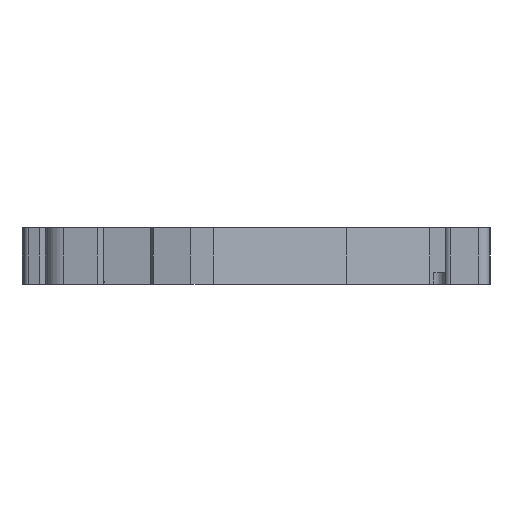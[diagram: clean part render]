
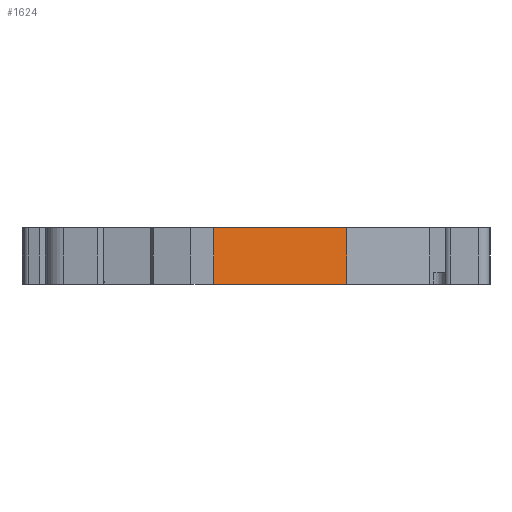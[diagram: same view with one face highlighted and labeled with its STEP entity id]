
A CAD part, left-side view. The second image highlights one B-rep face of the part: STEP entity #1624.
In plain terms, the highlighted planar face has unit normal (-0.985, -0.175, 0).
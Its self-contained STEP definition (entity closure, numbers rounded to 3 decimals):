
#262 = DIRECTION ( 'NONE',  ( 0., 0., 1. ) ) ;
#308 = CARTESIAN_POINT ( 'NONE',  ( -38.2, -2.537, -43.202 ) ) ;
#391 = EDGE_CURVE ( 'NONE', #7044, #9525, #3756, .T. ) ;
#404 = EDGE_CURVE ( 'NONE', #7044, #1452, #3742, .T. ) ;
#484 = EDGE_CURVE ( 'NONE', #4384, #1452, #3705, .T. ) ;
#502 = EDGE_CURVE ( 'NONE', #9525, #4384, #3630, .T. ) ;
#510 = DIRECTION ( 'NONE',  ( 0.175, -0.985, 0. ) ) ;
#529 = CARTESIAN_POINT ( 'NONE',  ( -38.2, -2.537, 5. ) ) ;
#1096 = CARTESIAN_POINT ( 'NONE',  ( -36.096, -14.399, -43.202 ) ) ;
#1168 = DIRECTION ( 'NONE',  ( 0., 0., 1. ) ) ;
#1231 = CARTESIAN_POINT ( 'NONE',  ( -38.2, -2.537, 0. ) ) ;
#1251 = DIRECTION ( 'NONE',  ( -0.175, 0.985, 0. ) ) ;
#1303 = CARTESIAN_POINT ( 'NONE',  ( -36.096, -14.399, 0. ) ) ;
#1452 = VERTEX_POINT ( 'NONE', #3677 ) ;
#1624 = ADVANCED_FACE ( 'NONE', ( #1964 ), #2444, .T. ) ;
#1964 = FACE_OUTER_BOUND ( 'NONE', #2974, .T. ) ;
#2375 = DIRECTION ( 'NONE',  ( 0.175, -0.985, 0. ) ) ;
#2389 = DIRECTION ( 'NONE',  ( -0.985, -0.175, 0. ) ) ;
#2431 = CARTESIAN_POINT ( 'NONE',  ( -38.2, -2.537, -43.202 ) ) ;
#2444 = PLANE ( 'NONE',  #9494 ) ;
#2974 = EDGE_LOOP ( 'NONE', ( #5987, #3726, #6290, #6598 ) ) ;
#3602 = VECTOR ( 'NONE', #262, 1000. ) ;
#3630 = LINE ( 'NONE', #308, #3602 ) ;
#3666 = VECTOR ( 'NONE', #510, 1000. ) ;
#3677 = CARTESIAN_POINT ( 'NONE',  ( -36.096, -14.399, 5. ) ) ;
#3705 = LINE ( 'NONE', #529, #3666 ) ;
#3726 = ORIENTED_EDGE ( 'NONE', *, *, #404, .T. ) ;
#3729 = VECTOR ( 'NONE', #1168, 1000. ) ;
#3740 = VECTOR ( 'NONE', #1251, 1000. ) ;
#3742 = LINE ( 'NONE', #1096, #3729 ) ;
#3756 = LINE ( 'NONE', #1231, #3740 ) ;
#4384 = VERTEX_POINT ( 'NONE', #4564 ) ;
#4564 = CARTESIAN_POINT ( 'NONE',  ( -38.2, -2.537, 5. ) ) ;
#5987 = ORIENTED_EDGE ( 'NONE', *, *, #391, .F. ) ;
#6290 = ORIENTED_EDGE ( 'NONE', *, *, #484, .F. ) ;
#6598 = ORIENTED_EDGE ( 'NONE', *, *, #502, .F. ) ;
#7044 = VERTEX_POINT ( 'NONE', #1303 ) ;
#7906 = CARTESIAN_POINT ( 'NONE',  ( -38.2, -2.537, 0. ) ) ;
#9494 = AXIS2_PLACEMENT_3D ( 'NONE', #2431, #2389, #2375 ) ;
#9525 = VERTEX_POINT ( 'NONE', #7906 ) ;
